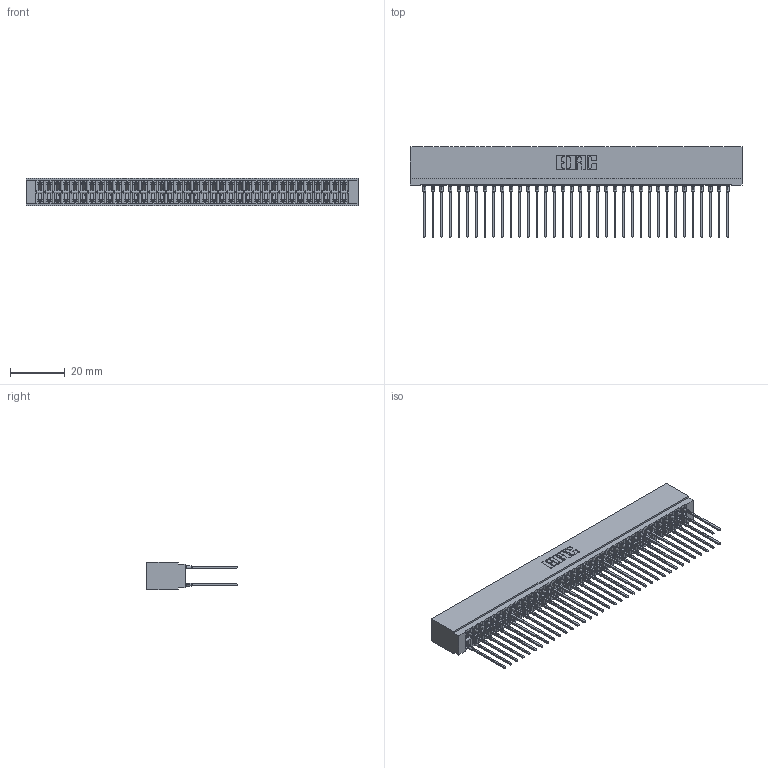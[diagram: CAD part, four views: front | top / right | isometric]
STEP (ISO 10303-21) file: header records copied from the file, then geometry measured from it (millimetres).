
FILE_DESCRIPTION (( 'STEP AP203' ), '1' );
FILE_NAME ('726-072-541-201.STEP', '2020-05-28T11:11:42', ( '' ), ( '' ), 'SwSTEP 2.0', 'SolidWorks 2020', '' );
FILE_SCHEMA (( 'CONFIG_CONTROL_DESIGN' ));
Length unit declared in the file: inch
Products named in the file (3): 726 Part_.515 Slot Depth - 01; 726-072-541-201; 746-292-001_541
Assembly tree (73 placements, depth 2):
  726-072-541-201
    726 Part_.515 Slot Depth - 01
    746-292-001_541  x72
Bounding box: 121.54 x 33.01 x 9.91 mm (x, y, z)
Volume: 11608.5 mm3; surface area: 21082.4 mm2
Topology: 73 solids, 73 shells, 6541 faces, 17975 edges, 11443 vertices
Faces by surface type: plane 3367, bspline 1440, cylinder 1302, torus 432
Entity records: 56403 total; most frequent: CARTESIAN_POINT 11265, ORIENTED_EDGE 9680, DIRECTION 8092, EDGE_CURVE 4840, LINE 4296, VECTOR 4296, VERTEX_POINT 3207, AXIS2_PLACEMENT_3D 1898
